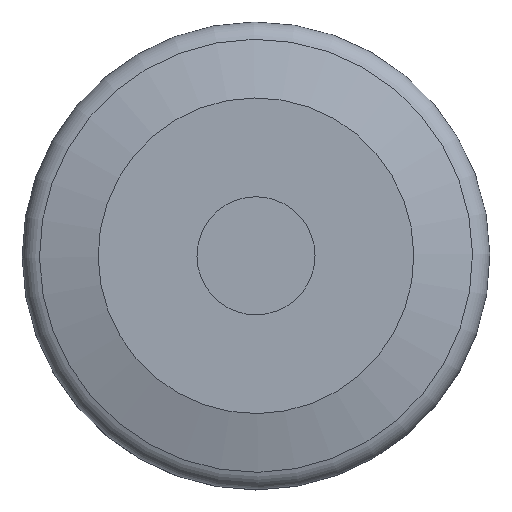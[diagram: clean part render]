
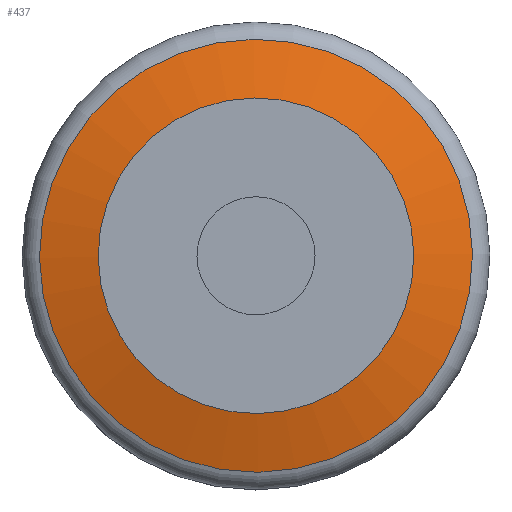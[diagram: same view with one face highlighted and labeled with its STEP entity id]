
A CAD part, top view. The second image highlights one B-rep face of the part: STEP entity #437.
In plain terms, the highlighted conical face has half-angle 75 degrees and reference radius 16.75 mm.
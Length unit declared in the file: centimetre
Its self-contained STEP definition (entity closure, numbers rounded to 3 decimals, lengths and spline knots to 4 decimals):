
#21=FACE_BOUND('',#137,.T.);
#38=CONICAL_SURFACE('',#489,1.675,75.);
#59=CIRCLE('',#486,1.8518);
#61=CIRCLE('',#490,1.35);
#99=FACE_OUTER_BOUND('',#136,.T.);
#136=EDGE_LOOP('',(#345));
#137=EDGE_LOOP('',(#346));
#216=VERTEX_POINT('',#742);
#218=VERTEX_POINT('',#748);
#265=EDGE_CURVE('',#216,#216,#59,.T.);
#267=EDGE_CURVE('',#218,#218,#61,.T.);
#345=ORIENTED_EDGE('',*,*,#267,.F.);
#346=ORIENTED_EDGE('',*,*,#265,.F.);
#437=ADVANCED_FACE('',(#99,#21),#38,.T.);
#486=AXIS2_PLACEMENT_3D('',#743,#595,#596);
#489=AXIS2_PLACEMENT_3D('',#747,#601,#602);
#490=AXIS2_PLACEMENT_3D('',#749,#603,#604);
#595=DIRECTION('center_axis',(0.,0.,
-1.));
#596=DIRECTION('ref_axis',(-0.165,-0.986,0.));
#601=DIRECTION('center_axis',(0.,0.,
-1.));
#602=DIRECTION('ref_axis',(0.165,0.986,0.));
#603=DIRECTION('center_axis',(0.,0.,
1.));
#604=DIRECTION('ref_axis',(0.165,0.986,0.));
#742=CARTESIAN_POINT('',(0.3055,1.8264,1.8656));
#743=CARTESIAN_POINT('Origin',(0.,0.,
1.8656));
#747=CARTESIAN_POINT('Origin',(0.,0.,
1.9129));
#748=CARTESIAN_POINT('',(0.2227,1.3315,2.));
#749=CARTESIAN_POINT('Origin',(0.,0.,
2.));
